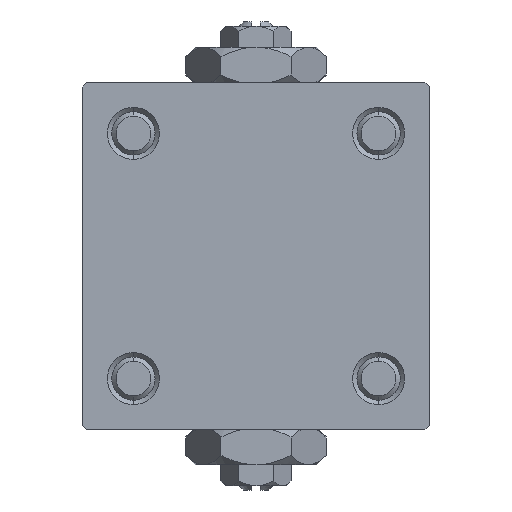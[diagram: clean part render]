
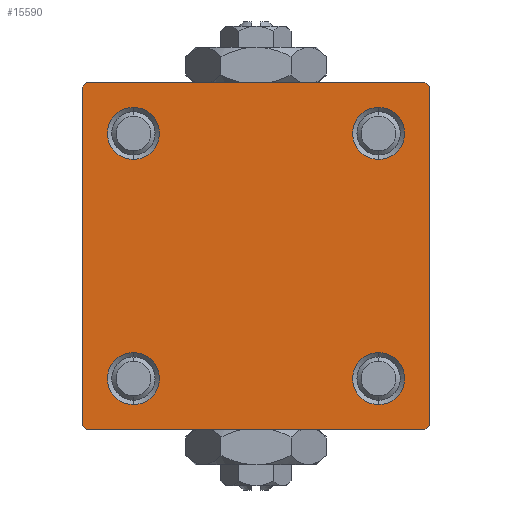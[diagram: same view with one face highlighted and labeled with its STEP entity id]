
A CAD part, left-side view. The second image highlights one B-rep face of the part: STEP entity #15590.
In plain terms, the highlighted planar face has unit normal (-1, 0, 0).
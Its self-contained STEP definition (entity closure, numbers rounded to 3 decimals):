
#176 = CARTESIAN_POINT ( 'NONE',  ( 0., 19.75, 19.75 ) ) ;
#376 = CARTESIAN_POINT ( 'NONE',  ( 0., -14.15, 17.15 ) ) ;
#504 = CIRCLE ( 'NONE', #51636, 3. ) ;
#675 = ORIENTED_EDGE ( 'NONE', *, *, #18730, .F. ) ;
#796 = ORIENTED_EDGE ( 'NONE', *, *, #7035, .T. ) ;
#1431 = CARTESIAN_POINT ( 'NONE',  ( 0., 14.15, 11.15 ) ) ;
#1764 = VERTEX_POINT ( 'NONE', #1431 ) ;
#2077 = ORIENTED_EDGE ( 'NONE', *, *, #27537, .T. ) ;
#3015 = VERTEX_POINT ( 'NONE', #37464 ) ;
#3022 = CIRCLE ( 'NONE', #18965, 3. ) ;
#3423 = CARTESIAN_POINT ( 'NONE',  ( 0., 14.15, -14.15 ) ) ;
#3512 = AXIS2_PLACEMENT_3D ( 'NONE', #38365, #49909, #34187 ) ;
#3618 = CARTESIAN_POINT ( 'NONE',  ( 0., -19.5, -20. ) ) ;
#3711 = ORIENTED_EDGE ( 'NONE', *, *, #5564, .F. ) ;
#3909 = EDGE_CURVE ( 'NONE', #9396, #1764, #17075, .T. ) ;
#3953 = CARTESIAN_POINT ( 'NONE',  ( 0., -19.75, 19.75 ) ) ;
#4444 = CARTESIAN_POINT ( 'NONE',  ( 0., 14.15, -14.15 ) ) ;
#5431 = VECTOR ( 'NONE', #10576, 1000. ) ;
#5564 = EDGE_CURVE ( 'NONE', #17222, #24787, #5938, .T. ) ;
#5745 = CIRCLE ( 'NONE', #44322, 3. ) ;
#5938 = LINE ( 'NONE', #26176, #9608 ) ;
#5961 = ORIENTED_EDGE ( 'NONE', *, *, #3909, .T. ) ;
#6450 = VECTOR ( 'NONE', #16188, 1000. ) ;
#7035 = EDGE_CURVE ( 'NONE', #47734, #16861, #3022, .T. ) ;
#7131 = CARTESIAN_POINT ( 'NONE',  ( 0., 14.15, 17.15 ) ) ;
#7196 = VERTEX_POINT ( 'NONE', #29670 ) ;
#7378 = VECTOR ( 'NONE', #47857, 1000. ) ;
#7641 = DIRECTION ( 'NONE',  ( 1., 0., 0. ) ) ;
#7735 = EDGE_LOOP ( 'NONE', ( #796, #25260 ) ) ;
#8208 = EDGE_LOOP ( 'NONE', ( #20034, #23028 ) ) ;
#8221 = LINE ( 'NONE', #27674, #7378 ) ;
#8573 = PLANE ( 'NONE',  #13983 ) ;
#9341 = DIRECTION ( 'NONE',  ( 0., 0., 1. ) ) ;
#9396 = VERTEX_POINT ( 'NONE', #7131 ) ;
#9465 = DIRECTION ( 'NONE',  ( 0., 0., 1. ) ) ;
#9485 = CARTESIAN_POINT ( 'NONE',  ( 0., -14.15, 11.15 ) ) ;
#9608 = VECTOR ( 'NONE', #22221, 1000. ) ;
#9612 = EDGE_CURVE ( 'NONE', #48149, #7196, #504, .T. ) ;
#10003 = CIRCLE ( 'NONE', #34344, 3. ) ;
#10249 = CARTESIAN_POINT ( 'NONE',  ( 0., 19.5, -20. ) ) ;
#10576 = DIRECTION ( 'NONE',  ( 0., 0., -1. ) ) ;
#10837 = CARTESIAN_POINT ( 'NONE',  ( 0., -14.15, -14.15 ) ) ;
#11133 = DIRECTION ( 'NONE',  ( 0., -0.707, 0.707 ) ) ;
#11325 = CARTESIAN_POINT ( 'NONE',  ( 0., 14.15, 14.15 ) ) ;
#12071 = CARTESIAN_POINT ( 'NONE',  ( 0., -20., 19.5 ) ) ;
#12105 = EDGE_CURVE ( 'NONE', #17222, #51572, #35886, .T. ) ;
#12776 = DIRECTION ( 'NONE',  ( 0., -1., 0. ) ) ;
#13076 = ORIENTED_EDGE ( 'NONE', *, *, #22477, .T. ) ;
#13289 = DIRECTION ( 'NONE',  ( -1., 0., 0. ) ) ;
#13740 = ORIENTED_EDGE ( 'NONE', *, *, #47357, .T. ) ;
#13983 = AXIS2_PLACEMENT_3D ( 'NONE', #24609, #13289, #9341 ) ;
#14425 = EDGE_LOOP ( 'NONE', ( #48814, #26964, #13740, #34022, #675, #49539, #3711, #38668 ) ) ;
#14660 = CARTESIAN_POINT ( 'NONE',  ( 0., 19.5, 20. ) ) ;
#14746 = DIRECTION ( 'NONE',  ( 0., 0., 1. ) ) ;
#14998 = DIRECTION ( 'NONE',  ( 0., 0.707, 0.707 ) ) ;
#15101 = ORIENTED_EDGE ( 'NONE', *, *, #32149, .T. ) ;
#15516 = DIRECTION ( 'NONE',  ( 0., 0., 1. ) ) ;
#15590 = ADVANCED_FACE ( 'NONE', ( #44540, #40079, #20140, #36147, #15674 ), #8573, .T. ) ;
#15674 = FACE_OUTER_BOUND ( 'NONE', #14425, .T. ) ;
#16188 = DIRECTION ( 'NONE',  ( 0., 0.707, -0.707 ) ) ;
#16684 = EDGE_LOOP ( 'NONE', ( #2077, #13076 ) ) ;
#16861 = VERTEX_POINT ( 'NONE', #9485 ) ;
#17010 = CARTESIAN_POINT ( 'NONE',  ( 0., -19.5, 20. ) ) ;
#17075 = CIRCLE ( 'NONE', #22136, 3. ) ;
#17222 = VERTEX_POINT ( 'NONE', #14660 ) ;
#17940 = DIRECTION ( 'NONE',  ( 1., 0., 0. ) ) ;
#18730 = EDGE_CURVE ( 'NONE', #35610, #38225, #8221, .T. ) ;
#18965 = AXIS2_PLACEMENT_3D ( 'NONE', #40185, #7641, #15516 ) ;
#19158 = EDGE_CURVE ( 'NONE', #22117, #51400, #36373, .T. ) ;
#19167 = CARTESIAN_POINT ( 'NONE',  ( 0., -14.15, -11.15 ) ) ;
#20034 = ORIENTED_EDGE ( 'NONE', *, *, #9612, .T. ) ;
#20140 = FACE_BOUND ( 'NONE', #16684, .T. ) ;
#20372 = CARTESIAN_POINT ( 'NONE',  ( 0., 19.75, -19.75 ) ) ;
#21039 = DIRECTION ( 'NONE',  ( 1., 0., 0. ) ) ;
#21294 = CARTESIAN_POINT ( 'NONE',  ( 0., -14.15, -14.15 ) ) ;
#21389 = VECTOR ( 'NONE', #14998, 1000. ) ;
#22117 = VERTEX_POINT ( 'NONE', #49368 ) ;
#22136 = AXIS2_PLACEMENT_3D ( 'NONE', #11325, #22900, #14746 ) ;
#22143 = DIRECTION ( 'NONE',  ( 0., 0., 1. ) ) ;
#22221 = DIRECTION ( 'NONE',  ( 0., -1., 0. ) ) ;
#22477 = EDGE_CURVE ( 'NONE', #3015, #36035, #10003, .T. ) ;
#22900 = DIRECTION ( 'NONE',  ( 1., 0., 0. ) ) ;
#23028 = ORIENTED_EDGE ( 'NONE', *, *, #48636, .T. ) ;
#23134 = DIRECTION ( 'NONE',  ( 0., 0., 1. ) ) ;
#24609 = CARTESIAN_POINT ( 'NONE',  ( 0., 0., 0. ) ) ;
#24787 = VERTEX_POINT ( 'NONE', #17010 ) ;
#25041 = VECTOR ( 'NONE', #11133, 1000. ) ;
#25260 = ORIENTED_EDGE ( 'NONE', *, *, #49778, .T. ) ;
#25727 = CARTESIAN_POINT ( 'NONE',  ( 0., -20., -19.5 ) ) ;
#26176 = CARTESIAN_POINT ( 'NONE',  ( 0., 20., 20. ) ) ;
#26964 = ORIENTED_EDGE ( 'NONE', *, *, #19158, .T. ) ;
#27537 = EDGE_CURVE ( 'NONE', #36035, #3015, #48785, .T. ) ;
#27674 = CARTESIAN_POINT ( 'NONE',  ( 0., -20., 20. ) ) ;
#28344 = CIRCLE ( 'NONE', #41723, 3. ) ;
#29670 = CARTESIAN_POINT ( 'NONE',  ( 0., -14.15, -17.15 ) ) ;
#29943 = VECTOR ( 'NONE', #12776, 1000. ) ;
#31221 = CIRCLE ( 'NONE', #3512, 3. ) ;
#32149 = EDGE_CURVE ( 'NONE', #1764, #9396, #31221, .T. ) ;
#32195 = DIRECTION ( 'NONE',  ( 0., -0.707, -0.707 ) ) ;
#34022 = ORIENTED_EDGE ( 'NONE', *, *, #49954, .T. ) ;
#34187 = DIRECTION ( 'NONE',  ( 0., 0., 1. ) ) ;
#34344 = AXIS2_PLACEMENT_3D ( 'NONE', #4444, #41437, #40659 ) ;
#35610 = VERTEX_POINT ( 'NONE', #12071 ) ;
#35729 = LINE ( 'NONE', #3953, #21389 ) ;
#35886 = LINE ( 'NONE', #176, #6450 ) ;
#36035 = VERTEX_POINT ( 'NONE', #50791 ) ;
#36147 = FACE_BOUND ( 'NONE', #37888, .T. ) ;
#36210 = AXIS2_PLACEMENT_3D ( 'NONE', #3423, #47003, #23134 ) ;
#36373 = LINE ( 'NONE', #20372, #49304 ) ;
#36423 = EDGE_CURVE ( 'NONE', #51572, #22117, #37887, .T. ) ;
#37464 = CARTESIAN_POINT ( 'NONE',  ( 0., 14.15, -17.15 ) ) ;
#37669 = CARTESIAN_POINT ( 'NONE',  ( 0., -14.15, 14.15 ) ) ;
#37749 = VERTEX_POINT ( 'NONE', #3618 ) ;
#37887 = LINE ( 'NONE', #49946, #5431 ) ;
#37888 = EDGE_LOOP ( 'NONE', ( #5961, #15101 ) ) ;
#37997 = EDGE_CURVE ( 'NONE', #35610, #24787, #35729, .T. ) ;
#38225 = VERTEX_POINT ( 'NONE', #25727 ) ;
#38365 = CARTESIAN_POINT ( 'NONE',  ( 0., 14.15, 14.15 ) ) ;
#38668 = ORIENTED_EDGE ( 'NONE', *, *, #12105, .T. ) ;
#40079 = FACE_BOUND ( 'NONE', #8208, .T. ) ;
#40185 = CARTESIAN_POINT ( 'NONE',  ( 0., -14.15, 14.15 ) ) ;
#40588 = CARTESIAN_POINT ( 'NONE',  ( 0., 20., -20. ) ) ;
#40659 = DIRECTION ( 'NONE',  ( 0., 0., 1. ) ) ;
#41437 = DIRECTION ( 'NONE',  ( 1., 0., 0. ) ) ;
#41622 = LINE ( 'NONE', #40588, #29943 ) ;
#41723 = AXIS2_PLACEMENT_3D ( 'NONE', #10837, #17940, #22143 ) ;
#42372 = DIRECTION ( 'NONE',  ( 0., 0., 1. ) ) ;
#44322 = AXIS2_PLACEMENT_3D ( 'NONE', #37669, #46571, #42372 ) ;
#44540 = FACE_BOUND ( 'NONE', #7735, .T. ) ;
#46571 = DIRECTION ( 'NONE',  ( 1., 0., 0. ) ) ;
#47003 = DIRECTION ( 'NONE',  ( 1., 0., 0. ) ) ;
#47091 = LINE ( 'NONE', #47869, #25041 ) ;
#47357 = EDGE_CURVE ( 'NONE', #51400, #37749, #41622, .T. ) ;
#47734 = VERTEX_POINT ( 'NONE', #376 ) ;
#47753 = CARTESIAN_POINT ( 'NONE',  ( 0., 20., 19.5 ) ) ;
#47857 = DIRECTION ( 'NONE',  ( 0., 0., -1. ) ) ;
#47869 = CARTESIAN_POINT ( 'NONE',  ( 0., -19.75, -19.75 ) ) ;
#48149 = VERTEX_POINT ( 'NONE', #19167 ) ;
#48636 = EDGE_CURVE ( 'NONE', #7196, #48149, #28344, .T. ) ;
#48785 = CIRCLE ( 'NONE', #36210, 3. ) ;
#48814 = ORIENTED_EDGE ( 'NONE', *, *, #36423, .T. ) ;
#49304 = VECTOR ( 'NONE', #32195, 1000. ) ;
#49368 = CARTESIAN_POINT ( 'NONE',  ( 0., 20., -19.5 ) ) ;
#49539 = ORIENTED_EDGE ( 'NONE', *, *, #37997, .T. ) ;
#49778 = EDGE_CURVE ( 'NONE', #16861, #47734, #5745, .T. ) ;
#49909 = DIRECTION ( 'NONE',  ( 1., 0., 0. ) ) ;
#49946 = CARTESIAN_POINT ( 'NONE',  ( 0., 20., 20. ) ) ;
#49954 = EDGE_CURVE ( 'NONE', #37749, #38225, #47091, .T. ) ;
#50791 = CARTESIAN_POINT ( 'NONE',  ( 0., 14.15, -11.15 ) ) ;
#51400 = VERTEX_POINT ( 'NONE', #10249 ) ;
#51572 = VERTEX_POINT ( 'NONE', #47753 ) ;
#51636 = AXIS2_PLACEMENT_3D ( 'NONE', #21294, #21039, #9465 ) ;
